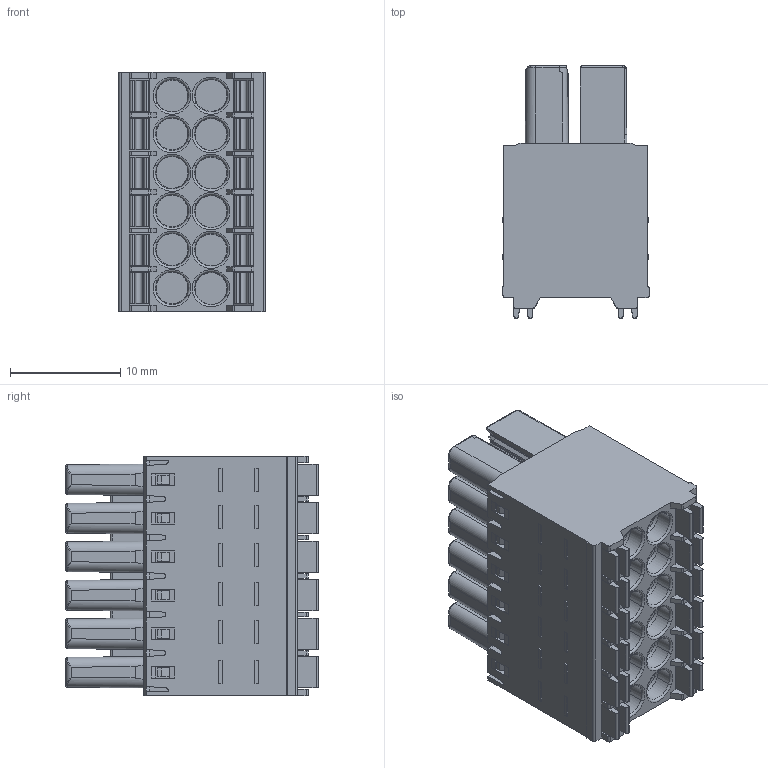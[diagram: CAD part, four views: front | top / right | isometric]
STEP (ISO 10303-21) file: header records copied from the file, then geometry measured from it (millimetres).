
FILE_DESCRIPTION((''),'2;1');
FILE_NAME('TLPSD-010-1','2024-09-25T14:59:12',('sheji109'),(''),'CREO PARAMETRIC BY PTC INC, 2018100','CREO PARAMETRIC BY PTC INC, 2018100','');
FILE_SCHEMA(('CONFIG_CONTROL_DESIGN'));
Length unit declared in the file: millimetre
Products named in the file (1): TLPSD-010-1
Bounding box: 13.31 x 22.95 x 21.8 mm (x, y, z)
Volume: 4727 mm3; surface area: 3561.3 mm2
Topology: 1 solids, 1 shells, 1397 faces, 3674 edges, 2365 vertices
Faces by surface type: plane 842, cylinder 327, bspline 120, cone 60, torus 48
Entity records: 48445 total; most frequent: CARTESIAN_POINT 15227, ORIENTED_EDGE 7348, DIRECTION 6117, EDGE_CURVE 3674, VECTOR 2471, LINE 2471, VERTEX_POINT 2365, AXIS2_PLACEMENT_3D 1823
